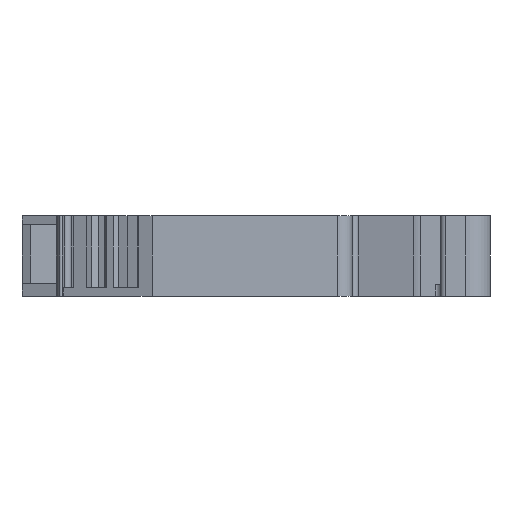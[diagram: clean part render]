
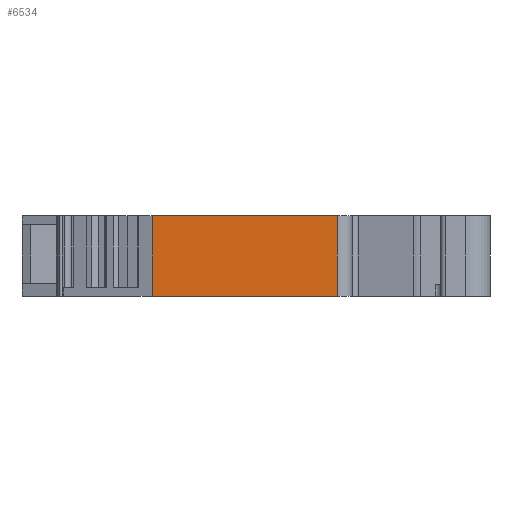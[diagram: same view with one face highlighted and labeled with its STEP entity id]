
A CAD part, left-side view. The second image highlights one B-rep face of the part: STEP entity #6534.
In plain terms, the highlighted planar face has unit normal (-1, 0, 0).
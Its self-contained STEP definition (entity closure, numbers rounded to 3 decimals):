
#1554=DIRECTION('',(0.,0.,1.));
#1555=VECTOR('',#1554,8.2);
#1556=CARTESIAN_POINT('',(-31.,8.5,-8.2));
#1557=LINE('',#1556,#1555);
#1568=DIRECTION('',(0.,-1.,0.));
#1569=VECTOR('',#1568,18.796);
#1570=CARTESIAN_POINT('',(-31.,27.296,0.));
#1571=LINE('',#1570,#1569);
#1575=DIRECTION('',(0.,1.,0.));
#1576=VECTOR('',#1575,18.796);
#1577=CARTESIAN_POINT('',(-31.,8.5,-8.2));
#1578=LINE('',#1577,#1576);
#1582=DIRECTION('',(0.,0.,-1.));
#1583=VECTOR('',#1582,8.2);
#1584=CARTESIAN_POINT('',(-31.,27.296,0.));
#1585=LINE('',#1584,#1583);
#4446=CARTESIAN_POINT('',(-31.,8.5,0.));
#4447=VERTEX_POINT('',#4446);
#4448=CARTESIAN_POINT('',(-31.,27.296,0.));
#4449=VERTEX_POINT('',#4448);
#4740=CARTESIAN_POINT('',(-31.,8.5,-8.2));
#4741=VERTEX_POINT('',#4740);
#4742=CARTESIAN_POINT('',(-31.,27.296,-8.2));
#4743=VERTEX_POINT('',#4742);
#6521=CARTESIAN_POINT('',(-31.,8.5,0.));
#6522=DIRECTION('',(1.,0.,0.));
#6523=DIRECTION('',(0.,-1.,0.));
#6524=AXIS2_PLACEMENT_3D('',#6521,#6522,#6523);
#6525=PLANE('',#6524);
#6527=ORIENTED_EDGE('',*,*,#6526,.F.);
#6528=ORIENTED_EDGE('',*,*,#5251,.T.);
#6529=ORIENTED_EDGE('',*,*,#6505,.F.);
#6531=ORIENTED_EDGE('',*,*,#6530,.T.);
#6532=EDGE_LOOP('',(#6527,#6528,#6529,#6531));
#6533=FACE_OUTER_BOUND('',#6532,.F.);
#5251=EDGE_CURVE('',#4449,#4447,#1571,.T.);
#6505=EDGE_CURVE('',#4741,#4447,#1557,.T.);
#6526=EDGE_CURVE('',#4449,#4743,#1585,.T.);
#6530=EDGE_CURVE('',#4741,#4743,#1578,.T.);
#6534=ADVANCED_FACE('',(#6533),#6525,.F.);
